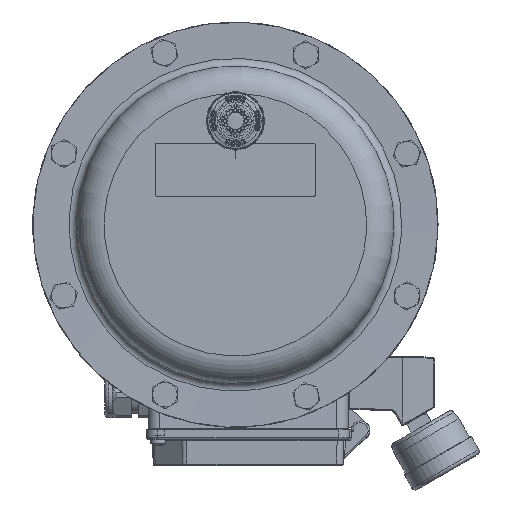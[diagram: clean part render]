
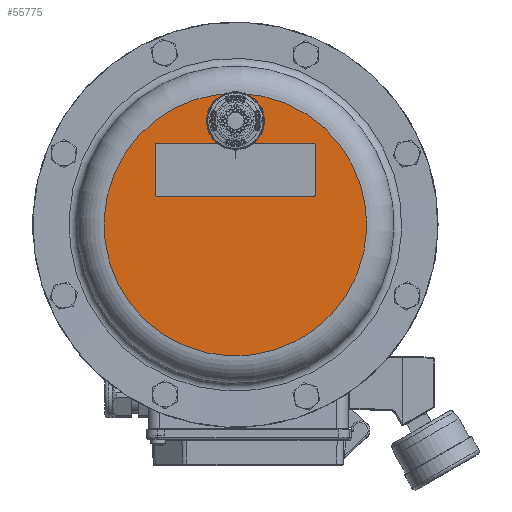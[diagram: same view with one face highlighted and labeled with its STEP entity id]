
A CAD part, top view. The second image highlights one B-rep face of the part: STEP entity #55775.
In plain terms, the highlighted planar face has unit normal (0, 0, 1).
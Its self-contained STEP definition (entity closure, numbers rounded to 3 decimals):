
#3050=FACE_BOUND('',#14934,.T.);
#3051=FACE_BOUND('',#14935,.T.);
#3537=LINE('',#82623,#6735);
#3541=LINE('',#82632,#6739);
#3544=LINE('',#82640,#6742);
#3547=LINE('',#82648,#6745);
#6735=VECTOR('',#65996,1000.);
#6739=VECTOR('',#66006,1000.);
#6742=VECTOR('',#66015,1000.);
#6745=VECTOR('',#66024,1000.);
#11631=FACE_OUTER_BOUND('',#14933,.T.);
#14933=EDGE_LOOP('',(#36308));
#14934=EDGE_LOOP('',(#36309,#36310,#36311,#36312,#36313,#36314,#36315,#36316));
#14935=EDGE_LOOP('',(#36317,#36318));
#17967=CIRCLE('',#58629,10.35);
#18038=CIRCLE('',#58727,69.65);
#18311=CIRCLE('',#59354,1.);
#18312=CIRCLE('',#59357,1.);
#18313=CIRCLE('',#59360,1.);
#18314=CIRCLE('',#59363,1.);
#18315=CIRCLE('',#59413,10.35);
#20643=VERTEX_POINT('',#78777);
#20644=VERTEX_POINT('',#78778);
#20732=VERTEX_POINT('',#79365);
#21290=VERTEX_POINT('',#82621);
#21291=VERTEX_POINT('',#82622);
#21292=VERTEX_POINT('',#82627);
#21293=VERTEX_POINT('',#82631);
#21294=VERTEX_POINT('',#82635);
#21295=VERTEX_POINT('',#82639);
#21296=VERTEX_POINT('',#82643);
#21297=VERTEX_POINT('',#82647);
#25877=EDGE_CURVE('',#20643,#20644,#17967,.T.);
#25995=EDGE_CURVE('',#20732,#20732,#18038,.T.);
#26888=EDGE_CURVE('',#21290,#21291,#3537,.T.);
#26891=EDGE_CURVE('',#21291,#21292,#18311,.T.);
#26893=EDGE_CURVE('',#21292,#21293,#3541,.T.);
#26895=EDGE_CURVE('',#21293,#21294,#18312,.T.);
#26897=EDGE_CURVE('',#21294,#21295,#3544,.T.);
#26899=EDGE_CURVE('',#21295,#21296,#18313,.T.);
#26901=EDGE_CURVE('',#21296,#21297,#3547,.T.);
#26903=EDGE_CURVE('',#21297,#21290,#18314,.T.);
#26976=EDGE_CURVE('',#20644,#20643,#18315,.T.);
#36308=ORIENTED_EDGE('',*,*,#25995,.F.);
#36309=ORIENTED_EDGE('',*,*,#26903,.F.);
#36310=ORIENTED_EDGE('',*,*,#26901,.F.);
#36311=ORIENTED_EDGE('',*,*,#26899,.F.);
#36312=ORIENTED_EDGE('',*,*,#26897,.F.);
#36313=ORIENTED_EDGE('',*,*,#26895,.F.);
#36314=ORIENTED_EDGE('',*,*,#26893,.F.);
#36315=ORIENTED_EDGE('',*,*,#26891,.F.);
#36316=ORIENTED_EDGE('',*,*,#26888,.F.);
#36317=ORIENTED_EDGE('',*,*,#26976,.T.);
#36318=ORIENTED_EDGE('',*,*,#25877,.T.);
#51071=PLANE('',#59412);
#55775=ADVANCED_FACE('',(#11631,#3050,#3051),#51071,.F.);
#58629=AXIS2_PLACEMENT_3D('',#78779,#64270,#64271);
#58727=AXIS2_PLACEMENT_3D('',#79367,#64492,#64493);
#59354=AXIS2_PLACEMENT_3D('',#82628,#66001,#66002);
#59357=AXIS2_PLACEMENT_3D('',#82636,#66010,#66011);
#59360=AXIS2_PLACEMENT_3D('',#82644,#66019,#66020);
#59363=AXIS2_PLACEMENT_3D('',#82651,#66028,#66029);
#59412=AXIS2_PLACEMENT_3D('',#82796,#66198,#66199);
#59413=AXIS2_PLACEMENT_3D('',#82797,#66200,#66201);
#64270=DIRECTION('center_axis',(0.,0.,
-1.));
#64271=DIRECTION('ref_axis',(-0.924,0.383,0.));
#64492=DIRECTION('center_axis',(0.,0.,
-1.));
#64493=DIRECTION('ref_axis',(-0.924,0.383,0.));
#65996=DIRECTION('',(0.001,1.,0.));
#66001=DIRECTION('center_axis',(0.,0.,
1.));
#66002=DIRECTION('ref_axis',(-0.001,-1.,0.));
#66006=DIRECTION('',(-1.,0.001,0.));
#66010=DIRECTION('center_axis',(0.,0.,
1.));
#66011=DIRECTION('ref_axis',(-0.001,-1.,0.));
#66015=DIRECTION('',(-0.001,-1.,0.));
#66019=DIRECTION('center_axis',(0.,0.,
1.));
#66020=DIRECTION('ref_axis',(-0.001,-1.,0.));
#66024=DIRECTION('',(1.,-0.001,0.));
#66028=DIRECTION('center_axis',(0.,0.,
1.));
#66029=DIRECTION('ref_axis',(-0.001,-1.,0.));
#66198=DIRECTION('center_axis',(0.,0.,
-1.));
#66199=DIRECTION('ref_axis',(-0.924,0.383,0.));
#66200=DIRECTION('center_axis',(0.,0.,
-1.));
#66201=DIRECTION('ref_axis',(-0.924,0.383,0.));
#78777=CARTESIAN_POINT('',(0.037,65.35,300.));
#78778=CARTESIAN_POINT('',(0.025,44.65,300.));
#78779=CARTESIAN_POINT('Origin',(0.031,55.,300.));
#79365=CARTESIAN_POINT('',(64.333,-26.69,300.));
#79367=CARTESIAN_POINT('Origin',(0.,0.,300.));
#82621=CARTESIAN_POINT('',(42.509,15.976,300.));
#82622=CARTESIAN_POINT('',(42.524,41.976,300.));
#82623=CARTESIAN_POINT('',(42.509,15.976,300.));
#82627=CARTESIAN_POINT('',(41.524,42.977,300.));
#82628=CARTESIAN_POINT('Origin',(41.524,41.977,300.));
#82631=CARTESIAN_POINT('',(-41.476,43.023,300.));
#82632=CARTESIAN_POINT('',(41.524,42.977,300.));
#82635=CARTESIAN_POINT('',(-42.476,42.024,300.));
#82636=CARTESIAN_POINT('Origin',(-41.476,42.023,300.));
#82639=CARTESIAN_POINT('',(-42.491,16.024,300.));
#82640=CARTESIAN_POINT('',(-42.491,16.024,300.));
#82643=CARTESIAN_POINT('',(-41.492,15.023,300.));
#82644=CARTESIAN_POINT('Origin',(-41.491,16.023,300.));
#82647=CARTESIAN_POINT('',(41.508,14.977,300.));
#82648=CARTESIAN_POINT('',(41.508,14.977,300.));
#82651=CARTESIAN_POINT('Origin',(41.509,15.977,300.));
#82796=CARTESIAN_POINT('Origin',(0.,0.,300.));
#82797=CARTESIAN_POINT('Origin',(0.031,55.,300.));
